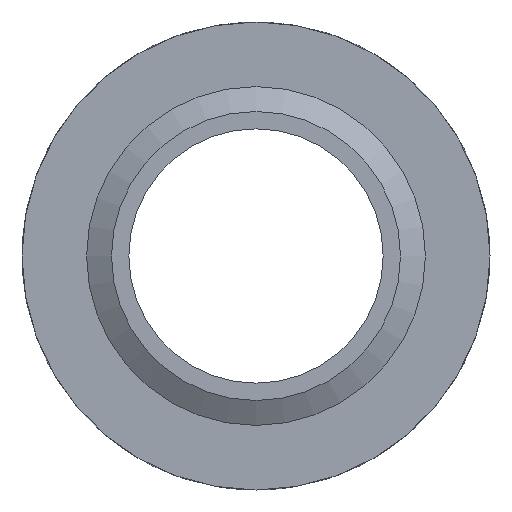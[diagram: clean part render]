
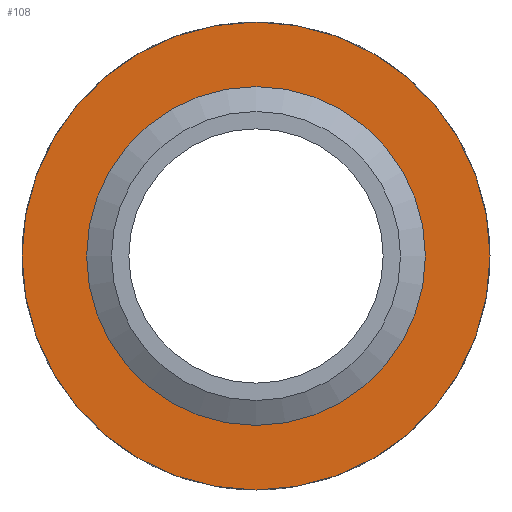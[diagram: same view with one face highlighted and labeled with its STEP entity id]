
A CAD part, left-side view. The second image highlights one B-rep face of the part: STEP entity #108.
In plain terms, the highlighted planar face has unit normal (-1, 0, 0).
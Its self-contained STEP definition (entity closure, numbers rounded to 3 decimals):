
#108 = ADVANCED_FACE( '', ( #218, #219 ), #220, .F. );
#218 = FACE_OUTER_BOUND( '', #369, .T. );
#219 = FACE_BOUND( '', #370, .T. );
#220 = PLANE( '', #371 );
#369 = EDGE_LOOP( '', ( #732 ) );
#370 = EDGE_LOOP( '', ( #733 ) );
#371 = AXIS2_PLACEMENT_3D( '', #734, #735, #736 );
#732 = ORIENTED_EDGE( '', *, *, #1096, .F. );
#733 = ORIENTED_EDGE( '', *, *, #1097, .T. );
#734 = CARTESIAN_POINT( '', ( -10.5, 16.65, 0. ) );
#735 = DIRECTION( '', ( 1., 0., 0. ) );
#736 = DIRECTION( '', ( 0., 0., -1. ) );
#1096 = EDGE_CURVE( '', #1358, #1358, #1359, .T. );
#1097 = EDGE_CURVE( '', #1360, #1360, #1361, .T. );
#1358 = VERTEX_POINT( '', #1715 );
#1359 = CIRCLE( '', #1716, 23. );
#1360 = VERTEX_POINT( '', #1717 );
#1361 = CIRCLE( '', #1718, 16.65 );
#1715 = CARTESIAN_POINT( '', ( -10.5, 0., -23. ) );
#1716 = AXIS2_PLACEMENT_3D( '', #2048, #2049, #2050 );
#1717 = CARTESIAN_POINT( '', ( -10.5, 0., -16.65 ) );
#1718 = AXIS2_PLACEMENT_3D( '', #2051, #2052, #2053 );
#2048 = CARTESIAN_POINT( '', ( -10.5, 0., 0. ) );
#2049 = DIRECTION( '', ( 1., 0., 0. ) );
#2050 = DIRECTION( '', ( 0., 0., -1. ) );
#2051 = CARTESIAN_POINT( '', ( -10.5, 0., 0. ) );
#2052 = DIRECTION( '', ( 1., 0., 0. ) );
#2053 = DIRECTION( '', ( 0., 0., -1. ) );
